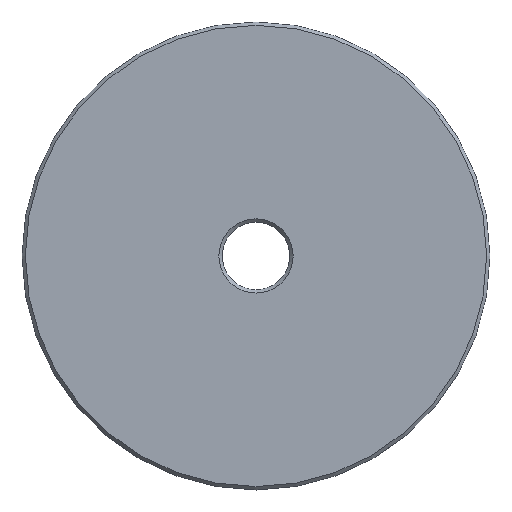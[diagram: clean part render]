
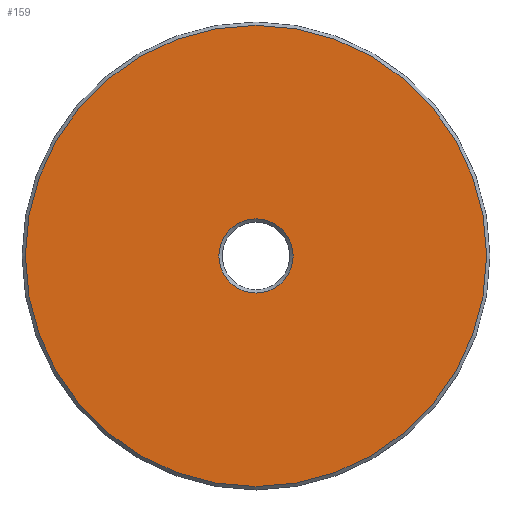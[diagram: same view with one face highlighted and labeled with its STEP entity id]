
A CAD part, top view. The second image highlights one B-rep face of the part: STEP entity #159.
In plain terms, the highlighted planar face has unit normal (0, 0, 1).
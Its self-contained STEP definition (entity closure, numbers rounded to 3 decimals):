
#24=PLANE('',#174);
#28=ORIENTED_EDGE('',*,*,#44,.T.);
#29=ORIENTED_EDGE('',*,*,#45,.T.);
#44=EDGE_CURVE('',#52,#52,#60,.T.);
#45=EDGE_CURVE('',#53,#53,#61,.F.);
#52=VERTEX_POINT('',#229);
#53=VERTEX_POINT('',#231);
#60=CIRCLE('',#175,5.553);
#61=CIRCLE('',#176,34.5);
#68=EDGE_LOOP('',(#28));
#69=EDGE_LOOP('',(#29));
#84=FACE_BOUND('',#68,.T.);
#85=FACE_BOUND('',#69,.T.);
#159=ADVANCED_FACE('',(#84,#85),#24,.F.);
#174=AXIS2_PLACEMENT_3D('',#227,#195,#196);
#175=AXIS2_PLACEMENT_3D('',#228,#197,#198);
#176=AXIS2_PLACEMENT_3D('',#230,#199,#200);
#195=DIRECTION('',(0.,0.,-1.));
#196=DIRECTION('',(-1.,0.,0.));
#197=DIRECTION('',(0.,0.,-1.));
#198=DIRECTION('',(-1.,0.,0.));
#199=DIRECTION('',(0.,0.,-1.));
#200=DIRECTION('',(-1.,0.,0.));
#227=CARTESIAN_POINT('',(0.,0.,8.));
#228=CARTESIAN_POINT('',(0.,0.,8.));
#229=CARTESIAN_POINT('',(-5.553,0.,8.));
#230=CARTESIAN_POINT('',(0.,0.,8.));
#231=CARTESIAN_POINT('',(-34.5,0.,8.));
